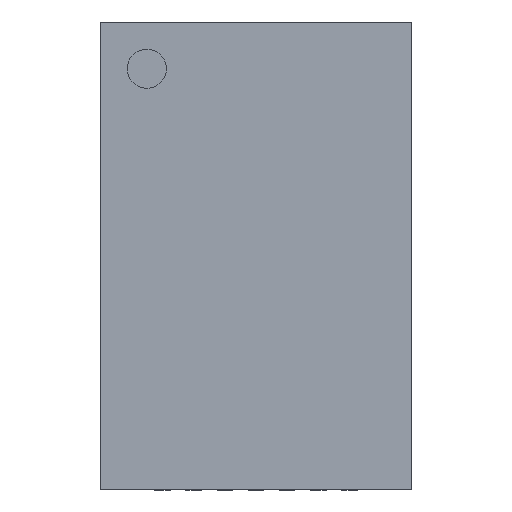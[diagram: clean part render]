
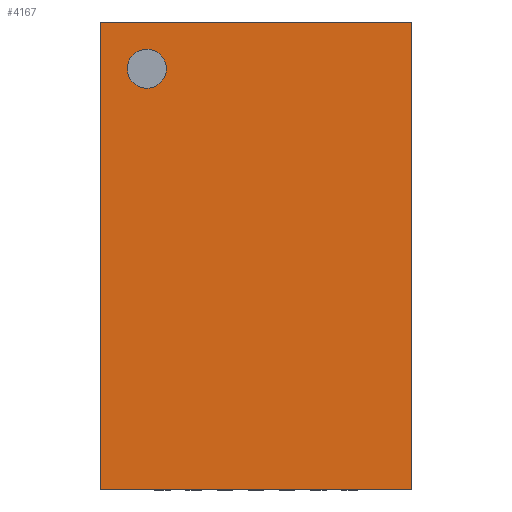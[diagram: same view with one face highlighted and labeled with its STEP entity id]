
A CAD part, top view. The second image highlights one B-rep face of the part: STEP entity #4167.
In plain terms, the highlighted planar face has unit normal (0, 0, 1).
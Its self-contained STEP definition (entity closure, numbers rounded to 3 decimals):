
#12=DIRECTION('',(0.,0.,1.));
#26=VECTOR('',#27,1.);
#27=DIRECTION('',(0.,-1.,0.));
#33=VECTOR('',#34,1.);
#34=DIRECTION('',(1.,0.,0.));
#56=DIRECTION('',(0.,0.,-1.));
#1064=ORIENTED_EDGE('',*,*,#1065,.F.);
#1065=EDGE_CURVE('',#1066,#1068,#1070,.T.);
#1066=VERTEX_POINT('',#1067);
#1067=CARTESIAN_POINT('',(-1.99,2.99,0.77));
#1068=VERTEX_POINT('',#1069);
#1069=CARTESIAN_POINT('',(1.99,2.99,0.77));
#1070=LINE('',#1067,#33);
#1206=ORIENTED_EDGE('',*,*,#1207,.T.);
#1207=EDGE_CURVE('',#1066,#1208,#1210,.T.);
#1208=VERTEX_POINT('',#1209);
#1209=CARTESIAN_POINT('',(-1.99,-2.99,0.77));
#1210=LINE('',#1067,#26);
#2334=EDGE_CURVE('',#1068,#2335,#2337,.T.);
#2335=VERTEX_POINT('',#2336);
#2336=CARTESIAN_POINT('',(1.99,-2.99,0.77));
#2337=LINE('',#1069,#26);
#3176=EDGE_CURVE('',#1208,#2335,#3177,.T.);
#3177=LINE('',#1209,#33);
#4167=ADVANCED_FACE('',(#4168,#4172),#4182,.T.);
#4168=FACE_BOUND('',#4169,.T.);
#4169=EDGE_LOOP('',(#1064,#1206,#4170,#4171));
#4170=ORIENTED_EDGE('',*,*,#3176,.T.);
#4171=ORIENTED_EDGE('',*,*,#2334,.F.);
#4172=FACE_BOUND('',#4173,.T.);
#4173=EDGE_LOOP('',(#4174));
#4174=ORIENTED_EDGE('',*,*,#4175,.T.);
#4175=EDGE_CURVE('',#4176,#4176,#4178,.T.);
#4176=VERTEX_POINT('',#4177);
#4177=CARTESIAN_POINT('',(-1.4,2.15,0.77));
#4178=CIRCLE('',#4179,0.25);
#4179=AXIS2_PLACEMENT_3D('',#4180,#56,#4181);
#4180=CARTESIAN_POINT('',(-1.4,2.4,0.77));
#4181=DIRECTION('',(0.,-1.,0.));
#4182=PLANE('',#4183);
#4183=AXIS2_PLACEMENT_3D('',#1067,#12,#27);
